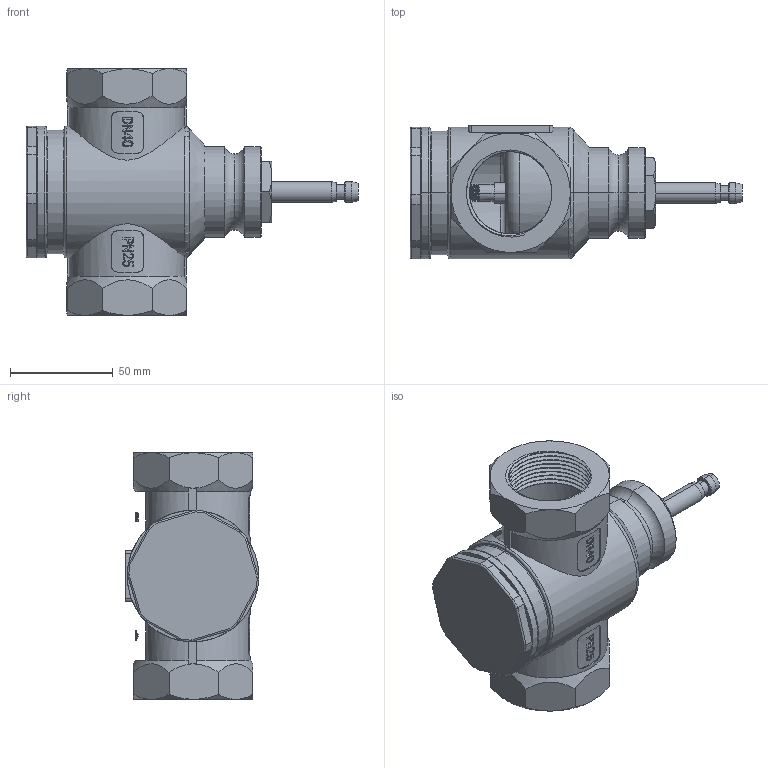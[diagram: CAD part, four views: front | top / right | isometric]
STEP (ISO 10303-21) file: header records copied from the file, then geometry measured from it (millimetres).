
FILE_DESCRIPTION((''),'2;1');
FILE_NAME('VRB-2R-065Z0239R-DN40','2023-04-18T14:23:20',('phili'),(''),'CREO PARAMETRIC BY PTC INC, 2019010','CREO PARAMETRIC BY PTC INC, 2019010','');
FILE_SCHEMA(('CONFIG_CONTROL_DESIGN'));
Products named in the file (1): VRB-2R-065Z0239R-DN40
Bounding box: 161.5 x 65 x 120 mm (x, y, z)
Surface area: 80090.6 mm2 (no closed solid volume)
Topology: 0 solids, 15 shells, 391 faces, 1306 edges, 930 vertices
Faces by surface type: cylinder 131, plane 103, bspline 72, cone 53, torus 32
Entity records: 42148 total; most frequent: CARTESIAN_POINT 32032, ORIENTED_EDGE 2174, DIRECTION 1664, EDGE_CURVE 1306, VERTEX_POINT 930, AXIS2_PLACEMENT_3D 626, B_SPLINE_CURVE_WITH_KNOTS 587, EDGE_LOOP 432
